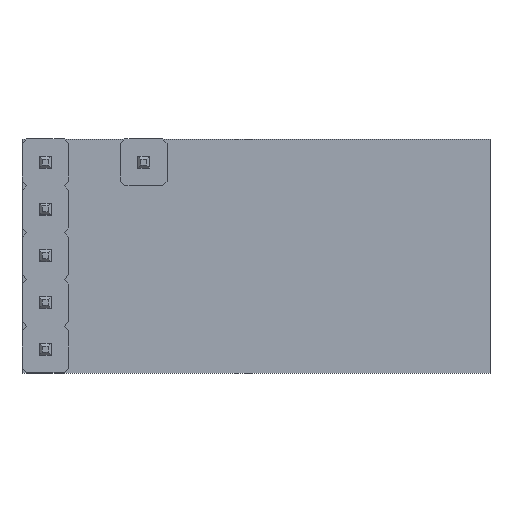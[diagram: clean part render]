
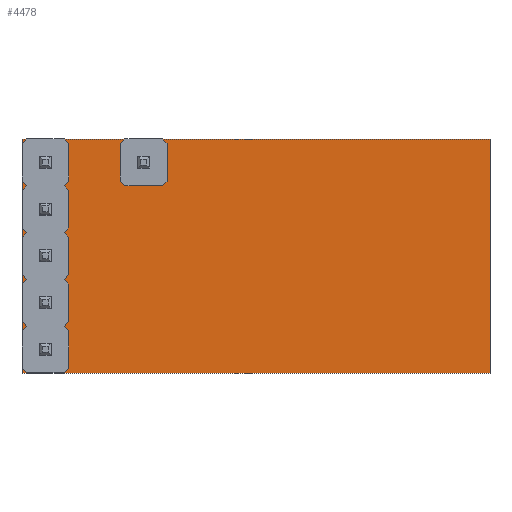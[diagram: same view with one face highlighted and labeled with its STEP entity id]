
A CAD part, top view. The second image highlights one B-rep face of the part: STEP entity #4478.
In plain terms, the highlighted planar face has unit normal (0, 0, 1).
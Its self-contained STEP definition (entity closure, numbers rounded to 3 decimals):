
#4300 = VERTEX_POINT('',#4301);
#4301 = CARTESIAN_POINT('',(161.201,-111.354,1.51));
#4307 = EDGE_CURVE('',#4300,#4308,#4310,.T.);
#4308 = VERTEX_POINT('',#4309);
#4309 = CARTESIAN_POINT('',(135.801,-111.354,1.51));
#4310 = LINE('',#4311,#4312);
#4311 = CARTESIAN_POINT('',(161.201,-111.354,1.51));
#4312 = VECTOR('',#4313,1.);
#4313 = DIRECTION('',(-1.,0.,0.));
#4340 = VERTEX_POINT('',#4341);
#4341 = CARTESIAN_POINT('',(161.201,-98.654,1.51));
#4347 = EDGE_CURVE('',#4340,#4300,#4348,.T.);
#4348 = LINE('',#4349,#4350);
#4349 = CARTESIAN_POINT('',(161.201,-98.654,1.51));
#4350 = VECTOR('',#4351,1.);
#4351 = DIRECTION('',(0.,-1.,0.));
#4369 = EDGE_CURVE('',#4308,#4370,#4372,.T.);
#4370 = VERTEX_POINT('',#4371);
#4371 = CARTESIAN_POINT('',(135.801,-98.654,1.51));
#4372 = LINE('',#4373,#4374);
#4373 = CARTESIAN_POINT('',(135.801,-111.354,1.51));
#4374 = VECTOR('',#4375,1.);
#4375 = DIRECTION('',(0.,1.,0.));
#4478 = ADVANCED_FACE('',(#4479,#4490,#4501,#4512,#4523,#4534,#4545),
  #4556,.T.);
#4479 = FACE_BOUND('',#4480,.T.);
#4480 = EDGE_LOOP('',(#4481,#4482,#4483,#4489));
#4481 = ORIENTED_EDGE('',*,*,#4307,.F.);
#4482 = ORIENTED_EDGE('',*,*,#4347,.F.);
#4483 = ORIENTED_EDGE('',*,*,#4484,.F.);
#4484 = EDGE_CURVE('',#4370,#4340,#4485,.T.);
#4485 = LINE('',#4486,#4487);
#4486 = CARTESIAN_POINT('',(135.801,-98.654,1.51));
#4487 = VECTOR('',#4488,1.);
#4488 = DIRECTION('',(1.,0.,0.));
#4489 = ORIENTED_EDGE('',*,*,#4369,.F.);
#4490 = FACE_BOUND('',#4491,.T.);
#4491 = EDGE_LOOP('',(#4492));
#4492 = ORIENTED_EDGE('',*,*,#4493,.T.);
#4493 = EDGE_CURVE('',#4494,#4494,#4496,.T.);
#4494 = VERTEX_POINT('',#4495);
#4495 = CARTESIAN_POINT('',(137.071,-110.584,1.51));
#4496 = CIRCLE('',#4497,0.5);
#4497 = AXIS2_PLACEMENT_3D('',#4498,#4499,#4500);
#4498 = CARTESIAN_POINT('',(137.071,-110.084,1.51));
#4499 = DIRECTION('',(-0.,0.,-1.));
#4500 = DIRECTION('',(-0.,-1.,0.));
#4501 = FACE_BOUND('',#4502,.T.);
#4502 = EDGE_LOOP('',(#4503));
#4503 = ORIENTED_EDGE('',*,*,#4504,.T.);
#4504 = EDGE_CURVE('',#4505,#4505,#4507,.T.);
#4505 = VERTEX_POINT('',#4506);
#4506 = CARTESIAN_POINT('',(137.071,-108.044,1.51));
#4507 = CIRCLE('',#4508,0.5);
#4508 = AXIS2_PLACEMENT_3D('',#4509,#4510,#4511);
#4509 = CARTESIAN_POINT('',(137.071,-107.544,1.51));
#4510 = DIRECTION('',(-0.,0.,-1.));
#4511 = DIRECTION('',(-0.,-1.,0.));
#4512 = FACE_BOUND('',#4513,.T.);
#4513 = EDGE_LOOP('',(#4514));
#4514 = ORIENTED_EDGE('',*,*,#4515,.T.);
#4515 = EDGE_CURVE('',#4516,#4516,#4518,.T.);
#4516 = VERTEX_POINT('',#4517);
#4517 = CARTESIAN_POINT('',(137.071,-105.504,1.51));
#4518 = CIRCLE('',#4519,0.5);
#4519 = AXIS2_PLACEMENT_3D('',#4520,#4521,#4522);
#4520 = CARTESIAN_POINT('',(137.071,-105.004,1.51));
#4521 = DIRECTION('',(-0.,0.,-1.));
#4522 = DIRECTION('',(-0.,-1.,0.));
#4523 = FACE_BOUND('',#4524,.T.);
#4524 = EDGE_LOOP('',(#4525));
#4525 = ORIENTED_EDGE('',*,*,#4526,.T.);
#4526 = EDGE_CURVE('',#4527,#4527,#4529,.T.);
#4527 = VERTEX_POINT('',#4528);
#4528 = CARTESIAN_POINT('',(137.071,-102.964,1.51));
#4529 = CIRCLE('',#4530,0.5);
#4530 = AXIS2_PLACEMENT_3D('',#4531,#4532,#4533);
#4531 = CARTESIAN_POINT('',(137.071,-102.464,1.51));
#4532 = DIRECTION('',(-0.,0.,-1.));
#4533 = DIRECTION('',(-0.,-1.,0.));
#4534 = FACE_BOUND('',#4535,.T.);
#4535 = EDGE_LOOP('',(#4536));
#4536 = ORIENTED_EDGE('',*,*,#4537,.T.);
#4537 = EDGE_CURVE('',#4538,#4538,#4540,.T.);
#4538 = VERTEX_POINT('',#4539);
#4539 = CARTESIAN_POINT('',(137.071,-100.424,1.51));
#4540 = CIRCLE('',#4541,0.5);
#4541 = AXIS2_PLACEMENT_3D('',#4542,#4543,#4544);
#4542 = CARTESIAN_POINT('',(137.071,-99.924,1.51));
#4543 = DIRECTION('',(-0.,0.,-1.));
#4544 = DIRECTION('',(-0.,-1.,0.));
#4545 = FACE_BOUND('',#4546,.T.);
#4546 = EDGE_LOOP('',(#4547));
#4547 = ORIENTED_EDGE('',*,*,#4548,.T.);
#4548 = EDGE_CURVE('',#4549,#4549,#4551,.T.);
#4549 = VERTEX_POINT('',#4550);
#4550 = CARTESIAN_POINT('',(142.405,-100.424,1.51));
#4551 = CIRCLE('',#4552,0.5);
#4552 = AXIS2_PLACEMENT_3D('',#4553,#4554,#4555);
#4553 = CARTESIAN_POINT('',(142.405,-99.924,1.51));
#4554 = DIRECTION('',(-0.,0.,-1.));
#4555 = DIRECTION('',(-0.,-1.,0.));
#4556 = PLANE('',#4557);
#4557 = AXIS2_PLACEMENT_3D('',#4558,#4559,#4560);
#4558 = CARTESIAN_POINT('',(0.,0.,1.51));
#4559 = DIRECTION('',(0.,0.,1.));
#4560 = DIRECTION('',(1.,0.,-0.));
